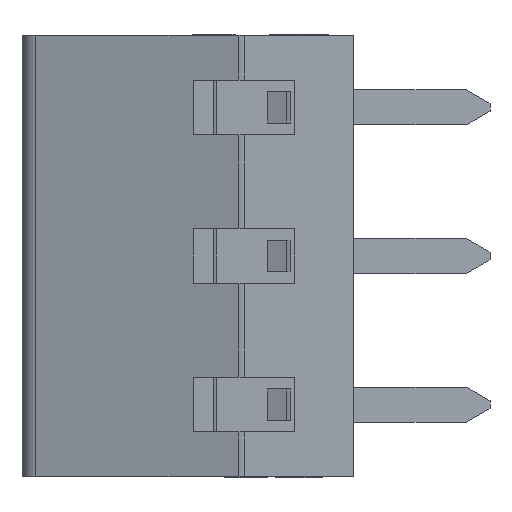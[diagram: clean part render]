
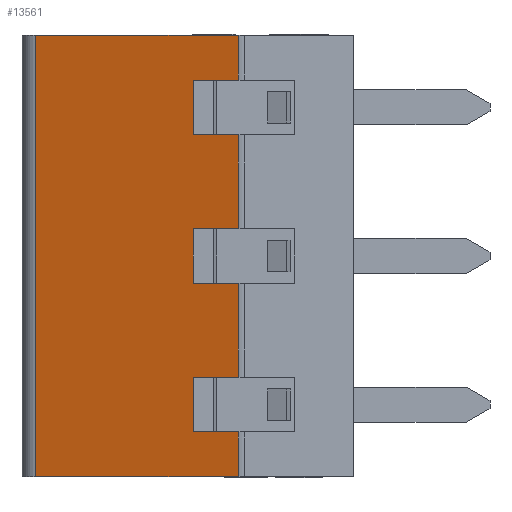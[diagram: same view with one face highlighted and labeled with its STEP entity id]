
A CAD part, left-side view. The second image highlights one B-rep face of the part: STEP entity #13561.
In plain terms, the highlighted planar face has unit normal (-0.951, 0.309, 0).
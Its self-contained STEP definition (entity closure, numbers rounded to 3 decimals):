
#1334=DIRECTION('',(0.,0.,1.));
#1335=VECTOR('',#1334,1.15);
#1336=CARTESIAN_POINT('',(-3.676,2.955,0.7));
#1337=LINE('',#1336,#1335);
#1376=DIRECTION('',(0.,0.,1.));
#1377=VECTOR('',#1376,2.41);
#1378=CARTESIAN_POINT('',(-3.676,2.955,-3.11));
#1379=LINE('',#1378,#1377);
#1418=DIRECTION('',(0.,0.,1.));
#1419=VECTOR('',#1418,2.41);
#1420=CARTESIAN_POINT('',(-3.676,2.955,-6.92));
#1421=LINE('',#1420,#1419);
#1460=DIRECTION('',(0.,0.,1.));
#1461=VECTOR('',#1460,1.15);
#1462=CARTESIAN_POINT('',(-3.676,2.955,-9.47));
#1463=LINE('',#1462,#1461);
#1464=DIRECTION('',(-0.309,-0.951,0.));
#1465=VECTOR('',#1464,5.468);
#1466=CARTESIAN_POINT('',(-1.986,8.155,-9.47));
#1467=LINE('',#1466,#1465);
#1468=DIRECTION('',(0.,0.,1.));
#1469=VECTOR('',#1468,11.32);
#1470=CARTESIAN_POINT('',(-1.986,8.155,-9.47));
#1471=LINE('',#1470,#1469);
#1472=DIRECTION('',(-0.309,-0.951,0.));
#1473=VECTOR('',#1472,5.468);
#1474=CARTESIAN_POINT('',(-1.986,8.155,1.85));
#1475=LINE('',#1474,#1473);
#1476=DIRECTION('',(0.309,0.951,0.));
#1477=VECTOR('',#1476,1.215);
#1478=CARTESIAN_POINT('',(-3.676,2.955,0.7));
#1479=LINE('',#1478,#1477);
#1480=DIRECTION('',(0.,0.,1.));
#1481=VECTOR('',#1480,1.4);
#1482=CARTESIAN_POINT('',(-3.3,4.11,-0.7));
#1483=LINE('',#1482,#1481);
#1484=DIRECTION('',(0.309,0.951,0.));
#1485=VECTOR('',#1484,1.215);
#1486=CARTESIAN_POINT('',(-3.676,2.955,-0.7));
#1487=LINE('',#1486,#1485);
#1488=DIRECTION('',(0.309,0.951,0.));
#1489=VECTOR('',#1488,1.215);
#1490=CARTESIAN_POINT('',(-3.676,2.955,-3.11));
#1491=LINE('',#1490,#1489);
#1492=DIRECTION('',(0.,0.,1.));
#1493=VECTOR('',#1492,1.4);
#1494=CARTESIAN_POINT('',(-3.3,4.11,-4.51));
#1495=LINE('',#1494,#1493);
#1496=DIRECTION('',(0.309,0.951,0.));
#1497=VECTOR('',#1496,1.215);
#1498=CARTESIAN_POINT('',(-3.676,2.955,-4.51));
#1499=LINE('',#1498,#1497);
#1500=DIRECTION('',(0.309,0.951,0.));
#1501=VECTOR('',#1500,1.215);
#1502=CARTESIAN_POINT('',(-3.676,2.955,-6.92));
#1503=LINE('',#1502,#1501);
#1504=DIRECTION('',(0.,0.,1.));
#1505=VECTOR('',#1504,1.4);
#1506=CARTESIAN_POINT('',(-3.3,4.11,-8.32));
#1507=LINE('',#1506,#1505);
#1508=DIRECTION('',(0.309,0.951,0.));
#1509=VECTOR('',#1508,1.215);
#1510=CARTESIAN_POINT('',(-3.676,2.955,-8.32));
#1511=LINE('',#1510,#1509);
#9692=CARTESIAN_POINT('',(-3.3,4.11,-0.7));
#9693=VERTEX_POINT('',#9692);
#9694=CARTESIAN_POINT('',(-3.3,4.11,0.7));
#9695=VERTEX_POINT('',#9694);
#9788=CARTESIAN_POINT('',(-3.676,2.955,-0.7));
#9789=VERTEX_POINT('',#9788);
#9790=CARTESIAN_POINT('',(-3.676,2.955,0.7));
#9791=VERTEX_POINT('',#9790);
#9804=CARTESIAN_POINT('',(-1.986,8.155,1.85));
#9805=VERTEX_POINT('',#9804);
#9806=CARTESIAN_POINT('',(-3.676,2.955,1.85));
#9807=VERTEX_POINT('',#9806);
#9820=CARTESIAN_POINT('',(-1.986,8.155,-9.47));
#9821=VERTEX_POINT('',#9820);
#9822=CARTESIAN_POINT('',(-3.676,2.955,-9.47));
#9823=VERTEX_POINT('',#9822);
#9904=CARTESIAN_POINT('',(-3.676,2.955,-4.51));
#9905=CARTESIAN_POINT('',(-3.3,4.11,-4.51));
#9906=VERTEX_POINT('',#9904);
#9907=VERTEX_POINT('',#9905);
#9908=CARTESIAN_POINT('',(-3.3,4.11,-3.11));
#9909=VERTEX_POINT('',#9908);
#9910=CARTESIAN_POINT('',(-3.676,2.955,-3.11));
#9911=VERTEX_POINT('',#9910);
#10029=CARTESIAN_POINT('',(-3.676,2.955,-8.32));
#10030=CARTESIAN_POINT('',(-3.3,4.11,-8.32));
#10031=VERTEX_POINT('',#10029);
#10032=VERTEX_POINT('',#10030);
#10033=CARTESIAN_POINT('',(-3.3,4.11,-6.92));
#10034=VERTEX_POINT('',#10033);
#10035=CARTESIAN_POINT('',(-3.676,2.955,-6.92));
#10036=VERTEX_POINT('',#10035);
#13534=CARTESIAN_POINT('',(-1.986,8.155,-1.905));
#13535=DIRECTION('',(-0.951,0.309,0.));
#13536=DIRECTION('',(-0.309,-0.951,0.));
#13537=AXIS2_PLACEMENT_3D('',#13534,#13535,#13536);
#13538=PLANE('',#13537);
#13539=ORIENTED_EDGE('',*,*,#12467,.F.);
#13541=ORIENTED_EDGE('',*,*,#13540,.T.);
#13542=ORIENTED_EDGE('',*,*,#12992,.T.);
#13543=ORIENTED_EDGE('',*,*,#13257,.F.);
#13544=ORIENTED_EDGE('',*,*,#13273,.T.);
#13546=ORIENTED_EDGE('',*,*,#13545,.F.);
#13547=ORIENTED_EDGE('',*,*,#13330,.F.);
#13548=ORIENTED_EDGE('',*,*,#13346,.F.);
#13549=ORIENTED_EDGE('',*,*,#13364,.T.);
#13551=ORIENTED_EDGE('',*,*,#13550,.F.);
#13552=ORIENTED_EDGE('',*,*,#13421,.F.);
#13553=ORIENTED_EDGE('',*,*,#13437,.F.);
#13554=ORIENTED_EDGE('',*,*,#13455,.T.);
#13556=ORIENTED_EDGE('',*,*,#13555,.F.);
#13557=ORIENTED_EDGE('',*,*,#13512,.F.);
#13558=ORIENTED_EDGE('',*,*,#13527,.F.);
#13559=EDGE_LOOP('',(#13539,#13541,#13542,#13543,#13544,#13546,#13547,#13548,
#13549,#13551,#13552,#13553,#13554,#13556,#13557,#13558));
#13560=FACE_OUTER_BOUND('',#13559,.F.);
#13561=ADVANCED_FACE('',(#13560),#13538,.T.);
#12467=EDGE_CURVE('',#9821,#9823,#1467,.T.);
#12992=EDGE_CURVE('',#9805,#9807,#1475,.T.);
#13257=EDGE_CURVE('',#9791,#9807,#1337,.T.);
#13273=EDGE_CURVE('',#9791,#9695,#1479,.T.);
#13330=EDGE_CURVE('',#9789,#9693,#1487,.T.);
#13346=EDGE_CURVE('',#9911,#9789,#1379,.T.);
#13364=EDGE_CURVE('',#9911,#9909,#1491,.T.);
#13421=EDGE_CURVE('',#9906,#9907,#1499,.T.);
#13437=EDGE_CURVE('',#10036,#9906,#1421,.T.);
#13455=EDGE_CURVE('',#10036,#10034,#1503,.T.);
#13512=EDGE_CURVE('',#10031,#10032,#1511,.T.);
#13527=EDGE_CURVE('',#9823,#10031,#1463,.T.);
#13540=EDGE_CURVE('',#9821,#9805,#1471,.T.);
#13545=EDGE_CURVE('',#9693,#9695,#1483,.T.);
#13550=EDGE_CURVE('',#9907,#9909,#1495,.T.);
#13555=EDGE_CURVE('',#10032,#10034,#1507,.T.);
